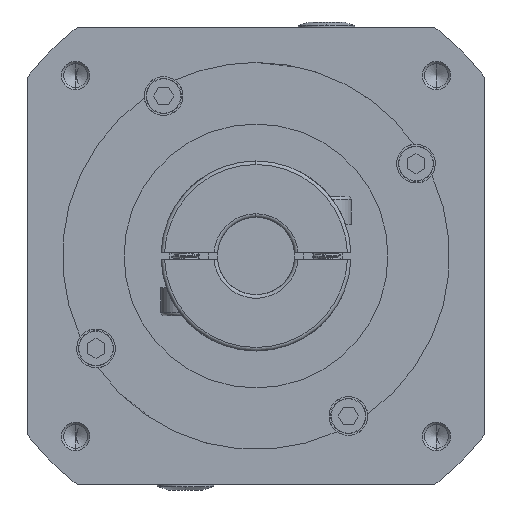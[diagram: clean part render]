
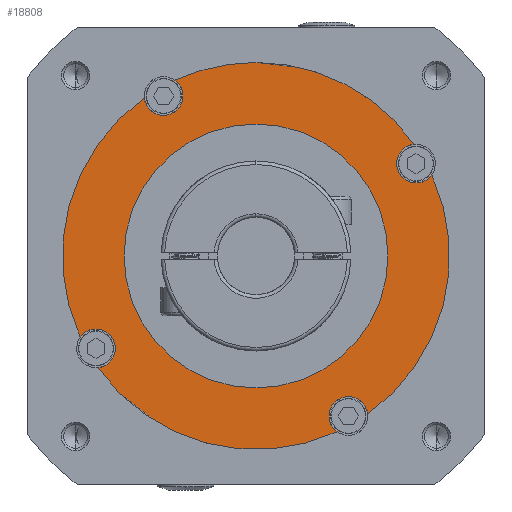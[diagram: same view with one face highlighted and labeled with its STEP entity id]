
A CAD part, left-side view. The second image highlights one B-rep face of the part: STEP entity #18808.
In plain terms, the highlighted planar face has unit normal (-1, 0, 0).
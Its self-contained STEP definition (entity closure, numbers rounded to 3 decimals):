
#459 = EDGE_CURVE ( 'NONE', #4504, #4832, #18377, .T. ) ;
#514 = ORIENTED_EDGE ( 'NONE', *, *, #459, .T. ) ;
#622 = DIRECTION ( 'NONE',  ( 1., 0., 0. ) ) ;
#821 = EDGE_LOOP ( 'NONE', ( #8273, #514, #19753, #16711, #2113, #1008, #12278, #20276, #18515, #5403, #4183, #10143, #3035 ) ) ;
#1008 = ORIENTED_EDGE ( 'NONE', *, *, #13494, .T. ) ;
#1045 = CIRCLE ( 'NONE', #18289, 5.5 ) ;
#1440 = FACE_BOUND ( 'NONE', #3425, .T. ) ;
#1469 = VERTEX_POINT ( 'NONE', #19070 ) ;
#1497 = ORIENTED_EDGE ( 'NONE', *, *, #19843, .F. ) ;
#1843 = CARTESIAN_POINT ( 'NONE',  ( -68.5, 0., 0. ) ) ;
#1915 = DIRECTION ( 'NONE',  ( 0., 0., 1. ) ) ;
#2113 = ORIENTED_EDGE ( 'NONE', *, *, #13773, .T. ) ;
#2371 = CIRCLE ( 'NONE', #18137, 5.5 ) ;
#2415 = VERTEX_POINT ( 'NONE', #4990 ) ;
#2522 = EDGE_CURVE ( 'NONE', #8184, #20544, #7838, .T. ) ;
#2741 = CARTESIAN_POINT ( 'NONE',  ( -68.5, 0., 0. ) ) ;
#2771 = VERTEX_POINT ( 'NONE', #3655 ) ;
#2826 = CIRCLE ( 'NONE', #11594, 37.5 ) ;
#3035 = ORIENTED_EDGE ( 'NONE', *, *, #20012, .T. ) ;
#3425 = EDGE_LOOP ( 'NONE', ( #13118, #1497 ) ) ;
#3430 = VERTEX_POINT ( 'NONE', #17538 ) ;
#3638 = AXIS2_PLACEMENT_3D ( 'NONE', #2741, #9434, #11208 ) ;
#3655 = CARTESIAN_POINT ( 'NONE',  ( -68.5, -26.25, -39.966 ) ) ;
#3936 = DIRECTION ( 'NONE',  ( 0., 0., 1. ) ) ;
#3972 = PLANE ( 'NONE',  #9447 ) ;
#4183 = ORIENTED_EDGE ( 'NONE', *, *, #2522, .T. ) ;
#4502 = CARTESIAN_POINT ( 'NONE',  ( -68.5, 26.25, 39.966 ) ) ;
#4504 = VERTEX_POINT ( 'NONE', #21617 ) ;
#4766 = DIRECTION ( 'NONE',  ( 0., 0., -1. ) ) ;
#4832 = VERTEX_POINT ( 'NONE', #5493 ) ;
#4853 = DIRECTION ( 'NONE',  ( 0., 0., -1. ) ) ;
#4940 = CIRCLE ( 'NONE', #19820, 5.5 ) ;
#4953 = AXIS2_PLACEMENT_3D ( 'NONE', #9229, #19207, #3936 ) ;
#4990 = CARTESIAN_POINT ( 'NONE',  ( -68.5, 23.048, 49.938 ) ) ;
#5198 = AXIS2_PLACEMENT_3D ( 'NONE', #6601, #18333, #4853 ) ;
#5296 = CIRCLE ( 'NONE', #10603, 55. ) ;
#5403 = ORIENTED_EDGE ( 'NONE', *, *, #13153, .T. ) ;
#5493 = CARTESIAN_POINT ( 'NONE',  ( -68.5, -45.466, 20.75 ) ) ;
#5518 = DIRECTION ( 'NONE',  ( 0., 0., 1. ) ) ;
#5925 = FACE_OUTER_BOUND ( 'NONE', #821, .T. ) ;
#6011 = DIRECTION ( 'NONE',  ( -1., 0., 0. ) ) ;
#6356 = AXIS2_PLACEMENT_3D ( 'NONE', #10146, #13543, #10004 ) ;
#6552 = CARTESIAN_POINT ( 'NONE',  ( -68.5, -45.466, 26.25 ) ) ;
#6601 = CARTESIAN_POINT ( 'NONE',  ( -68.5, -45.466, 26.25 ) ) ;
#7149 = CARTESIAN_POINT ( 'NONE',  ( -68.5, 0., 0. ) ) ;
#7309 = VERTEX_POINT ( 'NONE', #4502 ) ;
#7316 = DIRECTION ( 'NONE',  ( 0., 0., -1. ) ) ;
#7509 = CARTESIAN_POINT ( 'NONE',  ( -68.5, 45.466, -20.75 ) ) ;
#7515 = DIRECTION ( 'NONE',  ( 0., 0., -1. ) ) ;
#7579 = EDGE_CURVE ( 'NONE', #12492, #9899, #10888, .T. ) ;
#7637 = DIRECTION ( 'NONE',  ( 0., 0., 1. ) ) ;
#7838 = CIRCLE ( 'NONE', #4953, 55. ) ;
#7993 = CIRCLE ( 'NONE', #10317, 55. ) ;
#8184 = VERTEX_POINT ( 'NONE', #15810 ) ;
#8244 = VERTEX_POINT ( 'NONE', #14195 ) ;
#8273 = ORIENTED_EDGE ( 'NONE', *, *, #12959, .T. ) ;
#8697 = CARTESIAN_POINT ( 'NONE',  ( -68.5, -26.25, -45.466 ) ) ;
#8890 = AXIS2_PLACEMENT_3D ( 'NONE', #14130, #12289, #19166 ) ;
#9039 = CIRCLE ( 'NONE', #8890, 5.5 ) ;
#9229 = CARTESIAN_POINT ( 'NONE',  ( -68.5, 0., 0. ) ) ;
#9434 = DIRECTION ( 'NONE',  ( -1., 0., 0. ) ) ;
#9447 = AXIS2_PLACEMENT_3D ( 'NONE', #10802, #622, #7515 ) ;
#9528 = CARTESIAN_POINT ( 'NONE',  ( -68.5, -23.048, -49.938 ) ) ;
#9899 = VERTEX_POINT ( 'NONE', #7509 ) ;
#10004 = DIRECTION ( 'NONE',  ( 0., 0., -1. ) ) ;
#10133 = DIRECTION ( 'NONE',  ( 1., 0., 0. ) ) ;
#10143 = ORIENTED_EDGE ( 'NONE', *, *, #14246, .T. ) ;
#10146 = CARTESIAN_POINT ( 'NONE',  ( -68.5, 45.466, -26.25 ) ) ;
#10302 = CARTESIAN_POINT ( 'NONE',  ( -68.5, -31.724, -44.929 ) ) ;
#10317 = AXIS2_PLACEMENT_3D ( 'NONE', #14229, #20975, #20898 ) ;
#10467 = DIRECTION ( 'NONE',  ( 0., 0., -1. ) ) ;
#10476 = CARTESIAN_POINT ( 'NONE',  ( -68.5, 49.938, -23.048 ) ) ;
#10603 = AXIS2_PLACEMENT_3D ( 'NONE', #19436, #6011, #7637 ) ;
#10728 = AXIS2_PLACEMENT_3D ( 'NONE', #1843, #17167, #1915 ) ;
#10752 = CARTESIAN_POINT ( 'NONE',  ( -68.5, -26.25, -45.466 ) ) ;
#10802 = CARTESIAN_POINT ( 'NONE',  ( -68.5, 37.5, 0. ) ) ;
#10888 = CIRCLE ( 'NONE', #6356, 5.5 ) ;
#11109 = VERTEX_POINT ( 'NONE', #10302 ) ;
#11208 = DIRECTION ( 'NONE',  ( 0., 0., 1. ) ) ;
#11571 = CIRCLE ( 'NONE', #16939, 37.5 ) ;
#11594 = AXIS2_PLACEMENT_3D ( 'NONE', #20674, #20612, #15423 ) ;
#12278 = ORIENTED_EDGE ( 'NONE', *, *, #19614, .T. ) ;
#12289 = DIRECTION ( 'NONE',  ( 1., 0., 0. ) ) ;
#12487 = CARTESIAN_POINT ( 'NONE',  ( -68.5, -44.929, 31.724 ) ) ;
#12492 = VERTEX_POINT ( 'NONE', #10476 ) ;
#12704 = EDGE_CURVE ( 'NONE', #16964, #12492, #7993, .T. ) ;
#12959 = EDGE_CURVE ( 'NONE', #11109, #4504, #20692, .T. ) ;
#13118 = ORIENTED_EDGE ( 'NONE', *, *, #18549, .F. ) ;
#13153 = EDGE_CURVE ( 'NONE', #9899, #8184, #9039, .T. ) ;
#13462 = DIRECTION ( 'NONE',  ( 0., 0., -1. ) ) ;
#13494 = EDGE_CURVE ( 'NONE', #2415, #7309, #2371, .T. ) ;
#13543 = DIRECTION ( 'NONE',  ( 1., 0., 0. ) ) ;
#13661 = CIRCLE ( 'NONE', #3638, 55. ) ;
#13773 = EDGE_CURVE ( 'NONE', #8244, #2415, #5296, .T. ) ;
#14130 = CARTESIAN_POINT ( 'NONE',  ( -68.5, 45.466, -26.25 ) ) ;
#14195 = CARTESIAN_POINT ( 'NONE',  ( -68.5, 0., 55. ) ) ;
#14229 = CARTESIAN_POINT ( 'NONE',  ( -68.5, 0., 0. ) ) ;
#14246 = EDGE_CURVE ( 'NONE', #20544, #2771, #19095, .T. ) ;
#14927 = CARTESIAN_POINT ( 'NONE',  ( -68.5, 26.25, 45.466 ) ) ;
#14959 = DIRECTION ( 'NONE',  ( 0., 0., -1. ) ) ;
#14982 = EDGE_CURVE ( 'NONE', #4832, #15767, #1045, .T. ) ;
#15095 = DIRECTION ( 'NONE',  ( 1., 0., 0. ) ) ;
#15423 = DIRECTION ( 'NONE',  ( 0., 0., 1. ) ) ;
#15706 = DIRECTION ( 'NONE',  ( 1., 0., 0. ) ) ;
#15767 = VERTEX_POINT ( 'NONE', #12487 ) ;
#15810 = CARTESIAN_POINT ( 'NONE',  ( -68.5, 44.929, -31.724 ) ) ;
#16341 = CIRCLE ( 'NONE', #17962, 5.5 ) ;
#16711 = ORIENTED_EDGE ( 'NONE', *, *, #21782, .T. ) ;
#16939 = AXIS2_PLACEMENT_3D ( 'NONE', #7149, #20798, #5518 ) ;
#16964 = VERTEX_POINT ( 'NONE', #17853 ) ;
#17167 = DIRECTION ( 'NONE',  ( -1., 0., 0. ) ) ;
#17538 = CARTESIAN_POINT ( 'NONE',  ( -68.5, 0., -37.5 ) ) ;
#17853 = CARTESIAN_POINT ( 'NONE',  ( -68.5, 31.724, 44.929 ) ) ;
#17962 = AXIS2_PLACEMENT_3D ( 'NONE', #14927, #19819, #4766 ) ;
#18137 = AXIS2_PLACEMENT_3D ( 'NONE', #18488, #10133, #13462 ) ;
#18289 = AXIS2_PLACEMENT_3D ( 'NONE', #6552, #15095, #14959 ) ;
#18333 = DIRECTION ( 'NONE',  ( 1., 0., 0. ) ) ;
#18377 = CIRCLE ( 'NONE', #5198, 5.5 ) ;
#18488 = CARTESIAN_POINT ( 'NONE',  ( -68.5, 26.25, 45.466 ) ) ;
#18515 = ORIENTED_EDGE ( 'NONE', *, *, #7579, .T. ) ;
#18549 = EDGE_CURVE ( 'NONE', #1469, #3430, #11571, .T. ) ;
#18755 = DIRECTION ( 'NONE',  ( 1., 0., 0. ) ) ;
#18808 = ADVANCED_FACE ( 'NONE', ( #1440, #5925 ), #3972, .F. ) ;
#19070 = CARTESIAN_POINT ( 'NONE',  ( -68.5, 0., 37.5 ) ) ;
#19095 = CIRCLE ( 'NONE', #20291, 5.5 ) ;
#19166 = DIRECTION ( 'NONE',  ( 0., 0., -1. ) ) ;
#19207 = DIRECTION ( 'NONE',  ( -1., 0., 0. ) ) ;
#19436 = CARTESIAN_POINT ( 'NONE',  ( -68.5, 0., 0. ) ) ;
#19614 = EDGE_CURVE ( 'NONE', #7309, #16964, #16341, .T. ) ;
#19753 = ORIENTED_EDGE ( 'NONE', *, *, #14982, .T. ) ;
#19819 = DIRECTION ( 'NONE',  ( 1., 0., 0. ) ) ;
#19820 = AXIS2_PLACEMENT_3D ( 'NONE', #10752, #15706, #7316 ) ;
#19843 = EDGE_CURVE ( 'NONE', #3430, #1469, #2826, .T. ) ;
#20012 = EDGE_CURVE ( 'NONE', #2771, #11109, #4940, .T. ) ;
#20276 = ORIENTED_EDGE ( 'NONE', *, *, #12704, .T. ) ;
#20291 = AXIS2_PLACEMENT_3D ( 'NONE', #8697, #18755, #10467 ) ;
#20544 = VERTEX_POINT ( 'NONE', #9528 ) ;
#20612 = DIRECTION ( 'NONE',  ( -1., 0., 0. ) ) ;
#20674 = CARTESIAN_POINT ( 'NONE',  ( -68.5, 0., 0. ) ) ;
#20692 = CIRCLE ( 'NONE', #10728, 55. ) ;
#20798 = DIRECTION ( 'NONE',  ( -1., 0., 0. ) ) ;
#20898 = DIRECTION ( 'NONE',  ( 0., 0., 1. ) ) ;
#20975 = DIRECTION ( 'NONE',  ( -1., 0., 0. ) ) ;
#21617 = CARTESIAN_POINT ( 'NONE',  ( -68.5, -49.938, 23.048 ) ) ;
#21782 = EDGE_CURVE ( 'NONE', #15767, #8244, #13661, .T. ) ;
